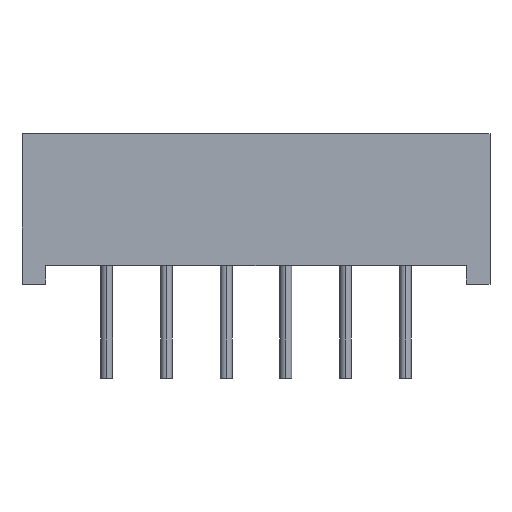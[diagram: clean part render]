
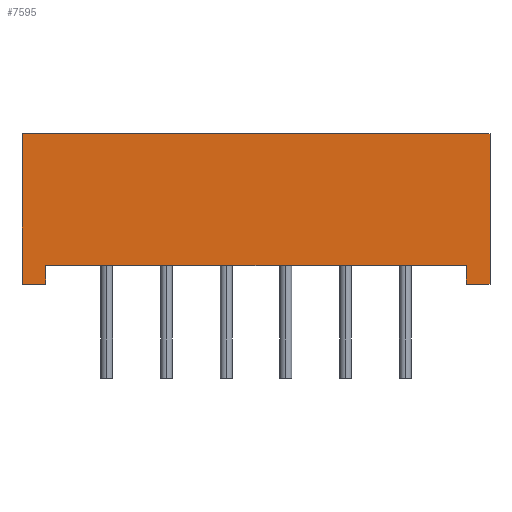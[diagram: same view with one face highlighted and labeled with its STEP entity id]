
A CAD part, top view. The second image highlights one B-rep face of the part: STEP entity #7595.
In plain terms, the highlighted planar face has unit normal (0, 0, 1).
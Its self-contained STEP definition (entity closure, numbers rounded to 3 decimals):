
#352 = VERTEX_POINT ( 'NONE', #14138 ) ;
#371 = EDGE_CURVE ( 'NONE', #352, #9740, #14285, .T. ) ;
#7213 = CARTESIAN_POINT ( 'NONE',  ( -9.95, -3.2, 3.4 ) ) ;
#7214 = CARTESIAN_POINT ( 'NONE',  ( -9.95, 3.2, 3.4 ) ) ;
#7223 = DIRECTION ( 'NONE',  ( 0., -1., 0. ) ) ;
#7224 = VECTOR ( 'NONE', #7223, 1000. ) ;
#7225 = CARTESIAN_POINT ( 'NONE',  ( -9.95, 0., 3.4 ) ) ;
#7226 = LINE ( 'NONE', #7225, #7224 ) ;
#7513 = EDGE_LOOP ( 'NONE', ( #7514, #20886, #20870, #20871, #20872, #20873, #20875, #20876 ) ) ;
#7514 = ORIENTED_EDGE ( 'NONE', *, *, #371, .F. ) ;
#7595 = ADVANCED_FACE ( 'NONE', ( #18452 ), #18425, .F. ) ;
#9727 = EDGE_CURVE ( 'NONE', #9738, #9740, #7226, .T. ) ;
#9738 = VERTEX_POINT ( 'NONE', #7214 ) ;
#9740 = VERTEX_POINT ( 'NONE', #7213 ) ;
#10409 = EDGE_CURVE ( 'NONE', #10531, #10414, #11723, .T. ) ;
#10412 = VERTEX_POINT ( 'NONE', #11718 ) ;
#10414 = VERTEX_POINT ( 'NONE', #11716 ) ;
#10517 = EDGE_CURVE ( 'NONE', #10412, #9738, #11907, .T. ) ;
#10531 = VERTEX_POINT ( 'NONE', #11865 ) ;
#10543 = EDGE_CURVE ( 'NONE', #10546, #10531, #11919, .T. ) ;
#10546 = VERTEX_POINT ( 'NONE', #11911 ) ;
#11716 = CARTESIAN_POINT ( 'NONE',  ( 8.95, -2.4, 3.4 ) ) ;
#11718 = CARTESIAN_POINT ( 'NONE',  ( 9.95, 3.2, 3.4 ) ) ;
#11719 = DIRECTION ( 'NONE',  ( 0., 1., 0. ) ) ;
#11721 = VECTOR ( 'NONE', #11719, 1000. ) ;
#11722 = CARTESIAN_POINT ( 'NONE',  ( 8.95, 0., 3.4 ) ) ;
#11723 = LINE ( 'NONE', #11722, #11721 ) ;
#11865 = CARTESIAN_POINT ( 'NONE',  ( 8.95, -3.2, 3.4 ) ) ;
#11898 = DIRECTION ( 'NONE',  ( -1., 0., 0. ) ) ;
#11899 = VECTOR ( 'NONE', #11898, 1000. ) ;
#11901 = CARTESIAN_POINT ( 'NONE',  ( 9.95, 3.2, 3.4 ) ) ;
#11907 = LINE ( 'NONE', #11901, #11899 ) ;
#11911 = CARTESIAN_POINT ( 'NONE',  ( 9.95, -3.2, 3.4 ) ) ;
#11912 = DIRECTION ( 'NONE',  ( -1., 0., 0. ) ) ;
#11913 = VECTOR ( 'NONE', #11912, 1000. ) ;
#11914 = CARTESIAN_POINT ( 'NONE',  ( 9.95, -3.2, 3.4 ) ) ;
#11919 = LINE ( 'NONE', #11914, #11913 ) ;
#14138 = CARTESIAN_POINT ( 'NONE',  ( -8.95, -3.2, 3.4 ) ) ;
#14273 = DIRECTION ( 'NONE',  ( -1., 0., 0. ) ) ;
#14274 = VECTOR ( 'NONE', #14273, 1000. ) ;
#14275 = CARTESIAN_POINT ( 'NONE',  ( 9.95, -3.2, 3.4 ) ) ;
#14285 = LINE ( 'NONE', #14275, #14274 ) ;
#18418 = DIRECTION ( 'NONE',  ( 0., 1., 0. ) ) ;
#18419 = DIRECTION ( 'NONE',  ( 0., 0., -1. ) ) ;
#18421 = CARTESIAN_POINT ( 'NONE',  ( 9.95, 0., 3.4 ) ) ;
#18422 = AXIS2_PLACEMENT_3D ( 'NONE', #18421, #18419, #18418 ) ;
#18425 = PLANE ( 'NONE',  #18422 ) ;
#18452 = FACE_OUTER_BOUND ( 'NONE', #7513, .T. ) ;
#18605 = CARTESIAN_POINT ( 'NONE',  ( -8.95, -2.4, 3.4 ) ) ;
#18606 = DIRECTION ( 'NONE',  ( 0., -1., 0. ) ) ;
#18607 = VECTOR ( 'NONE', #18606, 1000. ) ;
#18608 = CARTESIAN_POINT ( 'NONE',  ( 9.95, 0., 3.4 ) ) ;
#18610 = LINE ( 'NONE', #18608, #18607 ) ;
#18656 = DIRECTION ( 'NONE',  ( -1., 0., 0. ) ) ;
#18657 = VECTOR ( 'NONE', #18656, 1000. ) ;
#18658 = CARTESIAN_POINT ( 'NONE',  ( -16.401, -2.4, 3.4 ) ) ;
#18671 = LINE ( 'NONE', #18658, #18657 ) ;
#18720 = DIRECTION ( 'NONE',  ( 0., -1., 0. ) ) ;
#18721 = VECTOR ( 'NONE', #18720, 1000. ) ;
#18722 = CARTESIAN_POINT ( 'NONE',  ( -8.95, 0., 3.4 ) ) ;
#18723 = LINE ( 'NONE', #18722, #18721 ) ;
#20870 = ORIENTED_EDGE ( 'NONE', *, *, #20883, .F. ) ;
#20871 = ORIENTED_EDGE ( 'NONE', *, *, #10409, .F. ) ;
#20872 = ORIENTED_EDGE ( 'NONE', *, *, #10543, .F. ) ;
#20873 = ORIENTED_EDGE ( 'NONE', *, *, #20874, .F. ) ;
#20874 = EDGE_CURVE ( 'NONE', #10412, #10546, #18610, .T. ) ;
#20875 = ORIENTED_EDGE ( 'NONE', *, *, #10517, .T. ) ;
#20876 = ORIENTED_EDGE ( 'NONE', *, *, #9727, .T. ) ;
#20877 = VERTEX_POINT ( 'NONE', #18605 ) ;
#20883 = EDGE_CURVE ( 'NONE', #10414, #20877, #18671, .T. ) ;
#20886 = ORIENTED_EDGE ( 'NONE', *, *, #20887, .F. ) ;
#20887 = EDGE_CURVE ( 'NONE', #20877, #352, #18723, .T. ) ;
